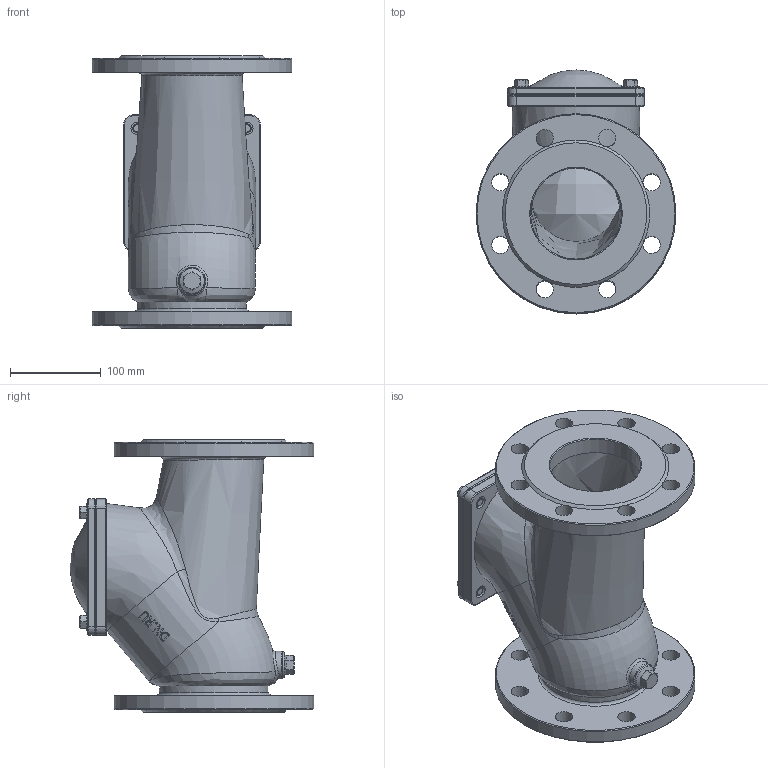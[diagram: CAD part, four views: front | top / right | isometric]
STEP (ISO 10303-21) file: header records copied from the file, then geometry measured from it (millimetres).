
FILE_DESCRIPTION(/* description */ (''),/* implementation_level */ '2;1');
FILE_NAME(/* name */ 'DN100_3D_STEP.stp',/* time_stamp */ '2023-12-22T21:42:56+03:00',/* author */ ('igorr'),/* organization */ (''),/* preprocessor_version */ 'ST-DEVELOPER v19.2',/* originating_system */ 'Autodesk Inventor 2023',/* authorisation */ '');
FILE_SCHEMA (('AUTOMOTIVE_DESIGN { 1 0 10303 214 3 1 1 }'));
Length unit declared in the file: millimetre
Products named in the file (5): Сборка; Деталь1; Деталь2; AS 1427 - M10 x 20; ANSI B18.2.3.4M - M14 x 2x20
Assembly tree (7 placements, depth 2):
  Сборка
    Деталь1
    Деталь2
    AS 1427 - M10 x 20  x4
    ANSI B18.2.3.4M - M14 x 2x20
Bounding box: 220 x 268.36 x 300 mm (x, y, z)
Volume: 4001907.4 mm3; surface area: 483318.4 mm2
Topology: 7 solids, 8 shells, 284 faces, 716 edges, 455 vertices
Faces by surface type: plane 108, cylinder 82, bspline 41, cone 28, torus 25
Full cylindrical faces by diameter (mm): 8.16 x4, 10 x4, 14 x9, 16 x1, 19 x16, 20 x4, 30 x1, 100 x3, 108.181 x1, 120 x1, 220 x2
Entity records: 9917 total; most frequent: CARTESIAN_POINT 3744, ORIENTED_EDGE 1226, DIRECTION 1204, EDGE_CURVE 613, AXIS2_PLACEMENT_3D 514, VERTEX_POINT 392, EDGE_LOOP 289, FACE_OUTER_BOUND 236
